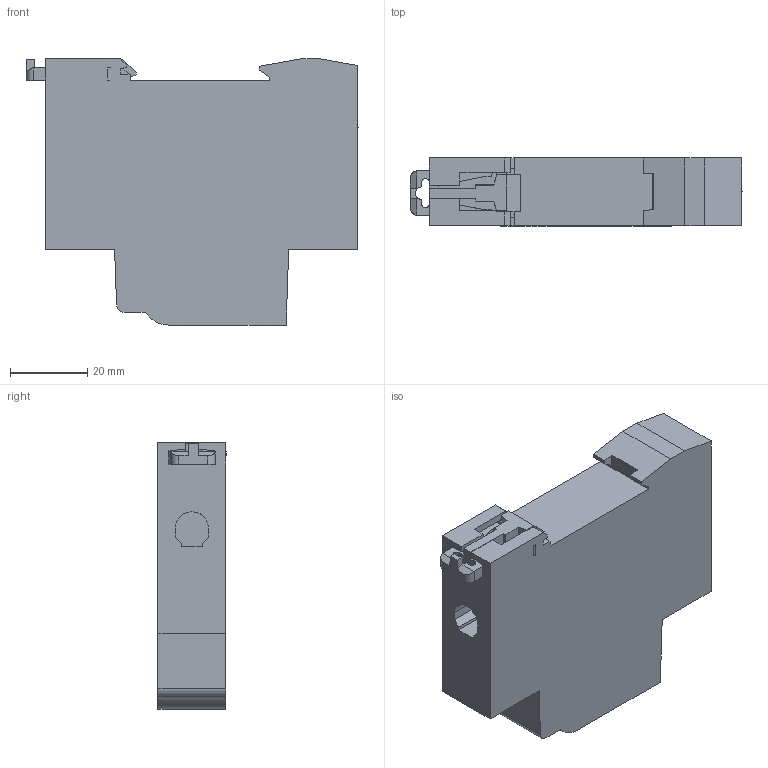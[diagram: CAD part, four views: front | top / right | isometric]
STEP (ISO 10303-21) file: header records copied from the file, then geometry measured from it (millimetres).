
FILE_DESCRIPTION((''),'2;1');
FILE_NAME('SB111477_3D-SIMPLIFIED_ASM','2015-01-27T',('mcordero'),(''),'PRO/ENGINEER BY PARAMETRIC TECHNOLOGY CORPORATION, 2009280','PRO/ENGINEER BY PARAMETRIC TECHNOLOGY CORPORATION, 2009280','');
FILE_SCHEMA(('CONFIG_CONTROL_DESIGN'));
Length unit declared in the file: millimetre
Products named in the file (10): CORP; AGRAFE; VIS_1; SB111474_3D-SIMPLIFIED-1_ASM_2__ASM; SB111474_3D-SIMPLIFIED_ASM_3_AS_ASM; SB111474_3D-SIMPLIFIED_ASM_ASM; VIS_ASM; PRT0001; SB111477_3D-SIMPLIFIED-1_ASM; SB111477_3D-SIMPLIFIED_ASM
Assembly tree (9 placements, depth 7):
  SB111477_3D-SIMPLIFIED_ASM
    SB111477_3D-SIMPLIFIED-1_ASM
      CORP
      AGRAFE
      VIS_ASM
        SB111474_3D-SIMPLIFIED_ASM_ASM
          SB111474_3D-SIMPLIFIED_ASM_3_AS_ASM
            SB111474_3D-SIMPLIFIED-1_ASM_2__ASM
              VIS_1
      PRT0001
Bounding box: 85.8 x 17.59 x 68.78 mm (x, y, z)
Volume: 78846.8 mm3; surface area: 18128.7 mm2
Topology: 4 solids, 4 shells, 177 faces, 490 edges, 328 vertices
Faces by surface type: plane 150, cylinder 27
Entity records: 5941 total; most frequent: CARTESIAN_POINT 1102, ORIENTED_EDGE 980, DIRECTION 954, EDGE_CURVE 490, VECTOR 418, LINE 418, VERTEX_POINT 328, AXIS2_PLACEMENT_3D 268
